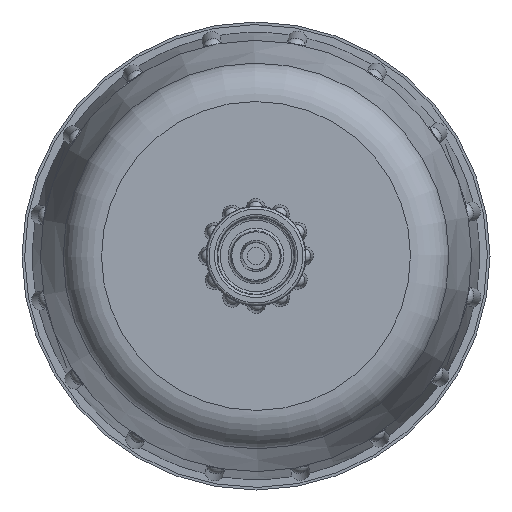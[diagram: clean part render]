
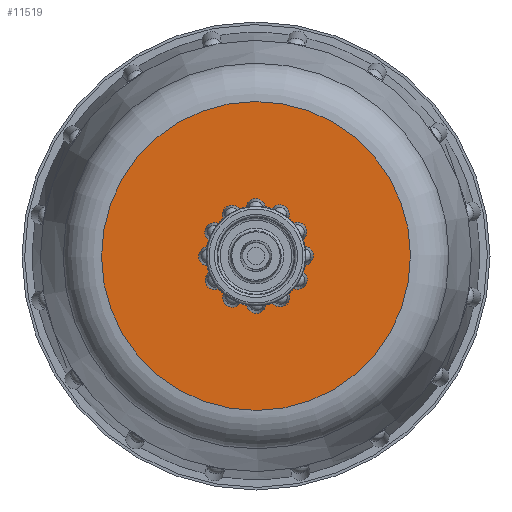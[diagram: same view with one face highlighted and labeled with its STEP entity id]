
A CAD part, front view. The second image highlights one B-rep face of the part: STEP entity #11519.
In plain terms, the highlighted planar face has unit normal (0, -1, 0).
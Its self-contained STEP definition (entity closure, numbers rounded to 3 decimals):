
#403=PLANE('',#12798);
#2057=FACE_BOUND('',#3433,.T.);
#2622=FACE_OUTER_BOUND('',#3432,.T.);
#3432=EDGE_LOOP('',(#10120));
#3433=EDGE_LOOP('',(#10121));
#4143=CIRCLE('',#12653,29.71);
#4193=CIRCLE('',#12721,9.25);
#5127=VERTEX_POINT('',#28975);
#5275=VERTEX_POINT('',#30271);
#6731=EDGE_CURVE('',#5127,#5127,#4143,.T.);
#6887=EDGE_CURVE('',#5275,#5275,#4193,.T.);
#10120=ORIENTED_EDGE('',*,*,#6731,.T.);
#10121=ORIENTED_EDGE('',*,*,#6887,.T.);
#11519=ADVANCED_FACE('',(#2622,#2057),#403,.T.);
#12653=AXIS2_PLACEMENT_3D('',#28976,#15204,#15205);
#12721=AXIS2_PLACEMENT_3D('',#30272,#15340,#15341);
#12798=AXIS2_PLACEMENT_3D('',#30656,#15544,#15545);
#15204=DIRECTION('center_axis',(0.,-1.,0.));
#15205=DIRECTION('ref_axis',(0.007,0.,-1.));
#15340=DIRECTION('center_axis',(0.,1.,0.));
#15341=DIRECTION('ref_axis',(0.007,0.,-1.));
#15544=DIRECTION('center_axis',(0.,-1.,0.));
#15545=DIRECTION('ref_axis',(0.007,0.,-1.));
#28975=CARTESIAN_POINT('',(1958.748,-51.,1300.316));
#28976=CARTESIAN_POINT('Origin',(1958.529,-51.,1330.025));
#30271=CARTESIAN_POINT('',(1949.279,-51.,1329.956));
#30272=CARTESIAN_POINT('Origin',(1958.529,-51.,1330.025));
#30656=CARTESIAN_POINT('Origin',(1988.237,-51.,1330.244));
